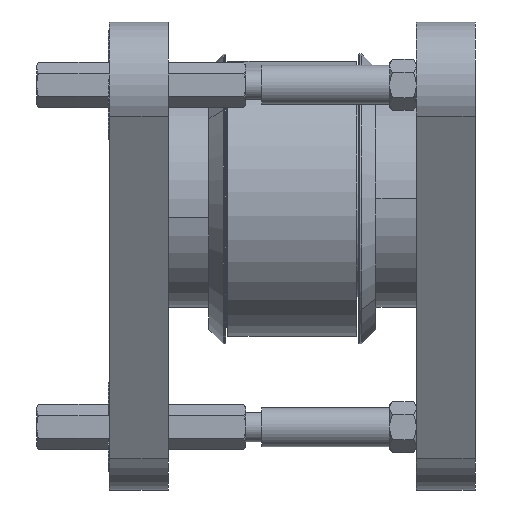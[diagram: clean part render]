
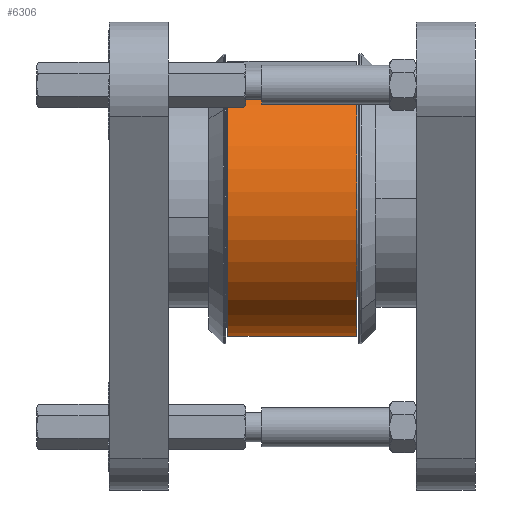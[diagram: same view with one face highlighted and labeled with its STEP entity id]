
A CAD part, left-side view. The second image highlights one B-rep face of the part: STEP entity #6306.
In plain terms, the highlighted cylindrical face has radius 44.45 mm (diameter 88.9 mm), a partial arc.
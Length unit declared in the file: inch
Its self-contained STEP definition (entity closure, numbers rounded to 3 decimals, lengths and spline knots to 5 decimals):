
#4191 = CARTESIAN_POINT ( 'NONE',  ( 0., -0.755, 0. ) ) ;
#4255 = DIRECTION ( 'NONE',  ( 0., 1., 0. ) ) ;
#4258 = DIRECTION ( 'NONE',  ( 0.457, 0., -0.889 ) ) ;
#6306 = ADVANCED_FACE ( 'NONE', ( #17580 ), #17570, .T. ) ;
#7102 = EDGE_CURVE ( 'NONE', #14845, #14762, #16387, .T. ) ;
#7117 = EDGE_CURVE ( 'NONE', #14762, #15011, #16398, .T. ) ;
#7560 = AXIS2_PLACEMENT_3D ( 'NONE', #16533, #17062, #17177 ) ;
#10204 = CARTESIAN_POINT ( 'NONE',  ( -0.80059, -0.755, 1.55614 ) ) ;
#10287 = CARTESIAN_POINT ( 'NONE',  ( 0.80059, -0.755, -1.55614 ) ) ;
#10415 = CARTESIAN_POINT ( 'NONE',  ( 0.80059, -2.395, -1.55614 ) ) ;
#10453 = CARTESIAN_POINT ( 'NONE',  ( -0.80059, -2.395, 1.55614 ) ) ;
#12227 = LINE ( 'NONE', #22117, #12236 ) ;
#12236 = VECTOR ( 'NONE', #22118, 39.37008 ) ;
#12301 = CIRCLE ( 'NONE', #23764, 1.75 ) ;
#12612 = ORIENTED_EDGE ( 'NONE', *, *, #7117, .F. ) ;
#12700 = ORIENTED_EDGE ( 'NONE', *, *, #24792, .T. ) ;
#12745 = ORIENTED_EDGE ( 'NONE', *, *, #7102, .F. ) ;
#12794 = ORIENTED_EDGE ( 'NONE', *, *, #24870, .T. ) ;
#14762 = VERTEX_POINT ( 'NONE', #10204 ) ;
#14845 = VERTEX_POINT ( 'NONE', #10287 ) ;
#14973 = VERTEX_POINT ( 'NONE', #10415 ) ;
#15011 = VERTEX_POINT ( 'NONE', #10453 ) ;
#16387 = CIRCLE ( 'NONE', #22623, 1.75 ) ;
#16396 = VECTOR ( 'NONE', #17678, 39.37008 ) ;
#16398 = LINE ( 'NONE', #17670, #16396 ) ;
#16533 = CARTESIAN_POINT ( 'NONE',  ( 0., -0.755, 0. ) ) ;
#17062 = DIRECTION ( 'NONE',  ( 0., -1., 0. ) ) ;
#17177 = DIRECTION ( 'NONE',  ( -0.457, 0., 0.889 ) ) ;
#17570 = CYLINDRICAL_SURFACE ( 'NONE', #7560, 1.75 ) ;
#17580 = FACE_OUTER_BOUND ( 'NONE', #21388, .T. ) ;
#17670 = CARTESIAN_POINT ( 'NONE',  ( -0.80059, -0.755, 1.55614 ) ) ;
#17678 = DIRECTION ( 'NONE',  ( 0., -1., 0. ) ) ;
#21388 = EDGE_LOOP ( 'NONE', ( #12745, #12700, #12794, #12612 ) ) ;
#22117 = CARTESIAN_POINT ( 'NONE',  ( 0.80059, -0.755, -1.55614 ) ) ;
#22118 = DIRECTION ( 'NONE',  ( 0., -1., 0. ) ) ;
#22329 = CARTESIAN_POINT ( 'NONE',  ( 0., -2.395, 0. ) ) ;
#22330 = DIRECTION ( 'NONE',  ( 0., 1., 0. ) ) ;
#22331 = DIRECTION ( 'NONE',  ( 0.457, 0., -0.889 ) ) ;
#22623 = AXIS2_PLACEMENT_3D ( 'NONE', #4191, #4255, #4258 ) ;
#23764 = AXIS2_PLACEMENT_3D ( 'NONE', #22329, #22330, #22331 ) ;
#24792 = EDGE_CURVE ( 'NONE', #14845, #14973, #12227, .T. ) ;
#24870 = EDGE_CURVE ( 'NONE', #14973, #15011, #12301, .T. ) ;
